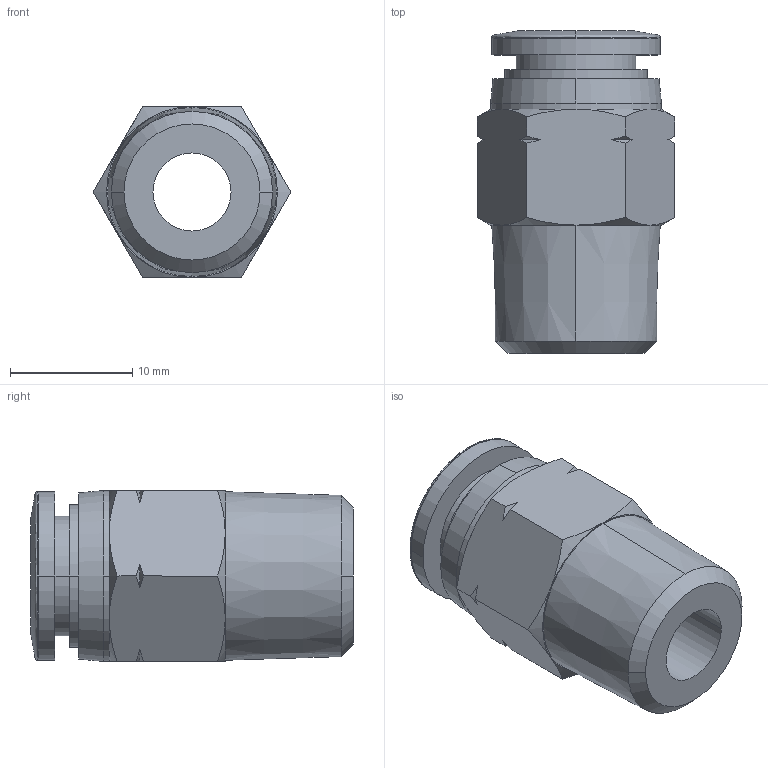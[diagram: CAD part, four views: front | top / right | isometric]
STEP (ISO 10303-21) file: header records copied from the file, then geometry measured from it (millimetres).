
FILE_DESCRIPTION (( 'STEP AP203' ), '1' );
FILE_NAME ('MS516-14N.step', '2016-02-15T20:01:34', ( '' ), ( '' ), 'SwSTEP 2.0', 'SolidWorks 2015', '' );
FILE_SCHEMA (( 'CONFIG_CONTROL_DESIGN' ));
Length unit declared in the file: inch
Products named in the file (1): MS516-14N
Bounding box: 16.17 x 26.45 x 14 mm (x, y, z)
Volume: 2652.4 mm3; surface area: 2146.5 mm2
Topology: 1 solids, 1 shells, 64 faces, 154 edges, 96 vertices
Faces by surface type: cone 34, cylinder 12, plane 12, bspline 6
Entity records: 2115 total; most frequent: CARTESIAN_POINT 597, ORIENTED_EDGE 308, DIRECTION 296, EDGE_CURVE 154, AXIS2_PLACEMENT_3D 131, VERTEX_POINT 96, CIRCLE 72, EDGE_LOOP 70
